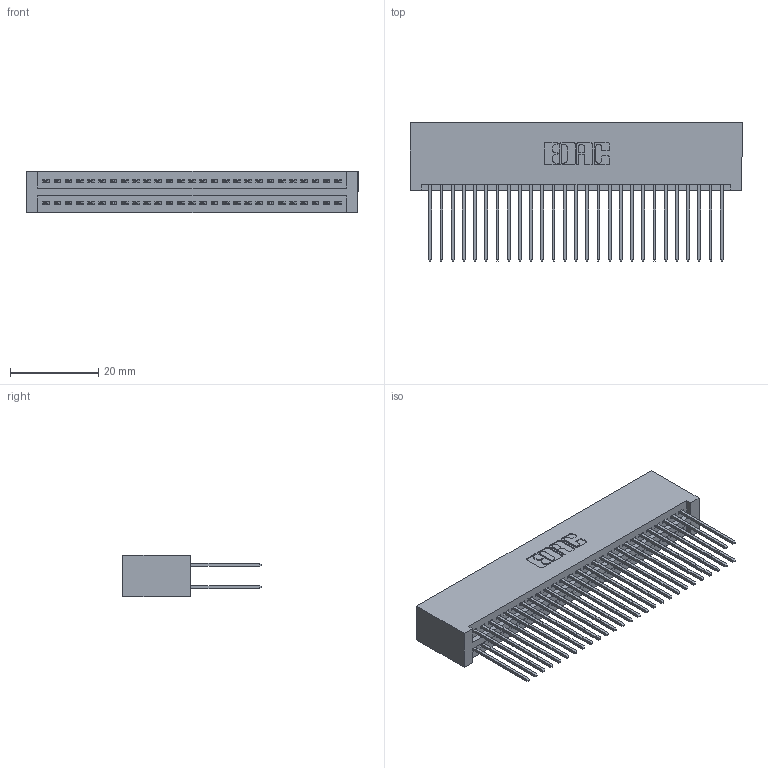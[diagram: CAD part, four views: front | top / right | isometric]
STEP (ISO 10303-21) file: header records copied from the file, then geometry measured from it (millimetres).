
FILE_DESCRIPTION (( 'STEP AP203' ), '1' );
FILE_NAME ('395-054-542-201.STEP', '2018-11-21T09:49:28', ( '' ), ( '' ), 'SwSTEP 2.0', 'SolidWorks 2016', '' );
FILE_SCHEMA (( 'CONFIG_CONTROL_DESIGN' ));
Length unit declared in the file: inch
Products named in the file (3): 345 Part_No Mounting Lugs; 345-292-001_345-293-142; 395-054-542-201
Assembly tree (55 placements, depth 2):
  395-054-542-201
    345 Part_No Mounting Lugs
    345-292-001_345-293-142  x54
Bounding box: 75.18 x 31.29 x 9.4 mm (x, y, z)
Volume: 8031.9 mm3; surface area: 13061.6 mm2
Topology: 55 solids, 55 shells, 2818 faces, 8363 edges, 5502 vertices
Faces by surface type: plane 1858, cylinder 960
Entity records: 22945 total; most frequent: CARTESIAN_POINT 3860, ORIENTED_EDGE 3794, DIRECTION 3417, EDGE_CURVE 1897, LINE 1665, VECTOR 1665, VERTEX_POINT 1262, AXIS2_PLACEMENT_3D 876
